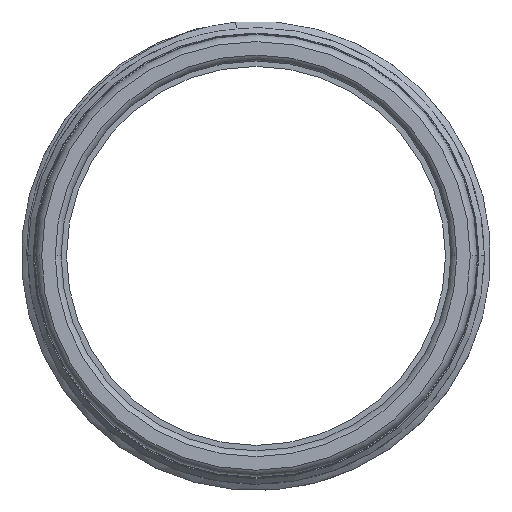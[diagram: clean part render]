
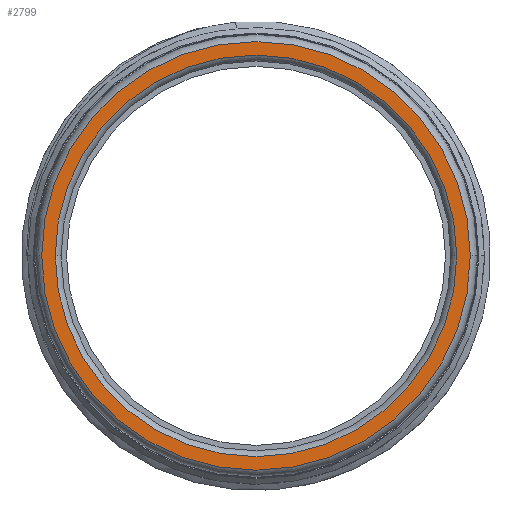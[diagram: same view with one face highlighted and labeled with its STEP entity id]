
A CAD part, front view. The second image highlights one B-rep face of the part: STEP entity #2799.
In plain terms, the highlighted face is planar.
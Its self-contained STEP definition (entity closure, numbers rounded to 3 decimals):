
#2666=CARTESIAN_POINT('',(0.,0.,1.3));
#2667=DIRECTION('',(0.,0.,1.));
#2668=DIRECTION('',(-1.,0.,0.));
#2669=AXIS2_PLACEMENT_3D('',#2666,#2667,#2668);
#2676=CARTESIAN_POINT('',(0.,0.,1.3));
#2677=DIRECTION('',(0.,0.,-1.));
#2678=DIRECTION('',(-1.,0.,0.));
#2679=AXIS2_PLACEMENT_3D('',#2676,#2677,#2678);
#2686=CARTESIAN_POINT('',(0.,0.,1.3));
#2687=DIRECTION('',(0.,0.,1.));
#2688=DIRECTION('',(-1.,0.,0.));
#2689=AXIS2_PLACEMENT_3D('',#2686,#2687,#2688);
#2691=CARTESIAN_POINT('',(0.,0.,1.3));
#2692=DIRECTION('',(0.,0.,-1.));
#2693=DIRECTION('',(-1.,0.,0.));
#2694=AXIS2_PLACEMENT_3D('',#2691,#2692,#2693);
#2697=CARTESIAN_POINT('',(-11.874,0.,1.3));
#2699=VERTEX_POINT('',#2697);
#2700=CARTESIAN_POINT('',(-11.126,0.,1.3));
#2702=VERTEX_POINT('',#2700);
#2705=CARTESIAN_POINT('',(11.874,0.,1.3));
#2707=VERTEX_POINT('',#2705);
#2708=CARTESIAN_POINT('',(11.126,0.,1.3));
#2710=VERTEX_POINT('',#2708);
#2786=CARTESIAN_POINT('',(0.,0.,1.3));
#2787=DIRECTION('',(0.,0.,1.));
#2788=DIRECTION('',(-1.,0.,0.));
#2789=AXIS2_PLACEMENT_3D('',#2786,#2787,#2788);
#2790=PLANE('',#2789);
#2791=ORIENTED_EDGE('',*,*,#2719,.F.);
#2792=ORIENTED_EDGE('',*,*,#2737,.T.);
#2793=EDGE_LOOP('',(#2791,#2792));
#2794=FACE_OUTER_BOUND('',#2793,.F.);
#2795=ORIENTED_EDGE('',*,*,#2779,.F.);
#2796=ORIENTED_EDGE('',*,*,#2768,.T.);
#2797=EDGE_LOOP('',(#2795,#2796));
#2798=FACE_BOUND('',#2797,.F.);
#2799=ADVANCED_FACE('',(#2794,#2798),#2790,.T.);
#2670=CIRCLE('',#2669,11.126);
#2680=CIRCLE('',#2679,11.126);
#2690=CIRCLE('',#2689,11.874);
#2695=CIRCLE('',#2694,11.874);
#2719=EDGE_CURVE('',#2699,#2707,#2690,.T.);
#2737=EDGE_CURVE('',#2699,#2707,#2695,.T.);
#2768=EDGE_CURVE('',#2702,#2710,#2670,.T.);
#2779=EDGE_CURVE('',#2702,#2710,#2680,.T.);
